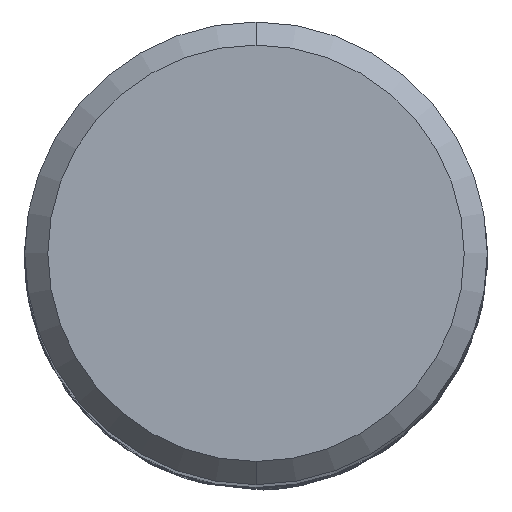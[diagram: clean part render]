
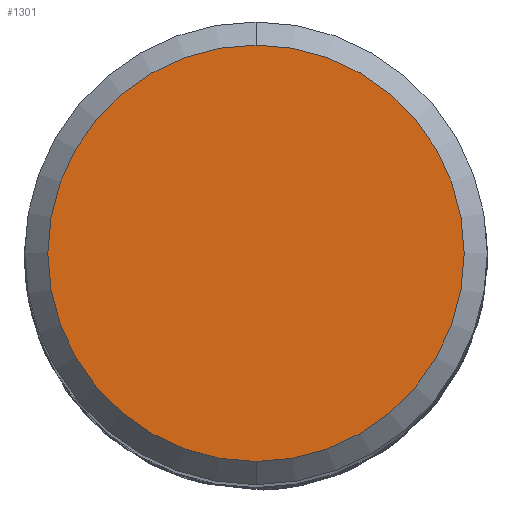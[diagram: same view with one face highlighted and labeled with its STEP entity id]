
A CAD part, top view. The second image highlights one B-rep face of the part: STEP entity #1301.
In plain terms, the highlighted planar face has unit normal (0, 0, 1).
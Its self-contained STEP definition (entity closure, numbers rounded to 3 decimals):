
#937=EDGE_CURVE('',#1507,#1721,#2144,.T.);
#1217=EDGE_CURVE('',#1721,#1507,#2452,.T.);
#1301=ADVANCED_FACE('',(#2541),#2542,.T.);
#1507=VERTEX_POINT('',#2764);
#1721=VERTEX_POINT('',#2997);
#2144=CIRCLE('',#7440,7.2);
#2452=CIRCLE('',#13621,7.2);
#2541=FACE_OUTER_BOUND('',#15667,.T.);
#2542=PLANE('',#15668);
#2764=CARTESIAN_POINT('',(0.,-7.2,0.0));
#2997=CARTESIAN_POINT('',(0.0,7.2,0.0));
#7440=AXIS2_PLACEMENT_3D('',#20004,#20005,#20006);
#13621=AXIS2_PLACEMENT_3D('',#20299,#20300,#20301);
#15667=EDGE_LOOP('',(#20359,#20360));
#15668=AXIS2_PLACEMENT_3D('',#20361,#20362,#20363);
#20004=CARTESIAN_POINT('',(0.0,0.0,0.0));
#20005=DIRECTION('',(0.0,0.0,-1.0));
#20006=DIRECTION('',(0.0,1.0,0.0));
#20299=CARTESIAN_POINT('',(0.0,0.0,0.0));
#20300=DIRECTION('',(0.0,0.0,-1.0));
#20301=DIRECTION('',(0.0,1.0,0.0));
#20359=ORIENTED_EDGE('',*,*,#1217,.F.);
#20360=ORIENTED_EDGE('',*,*,#937,.F.);
#20361=CARTESIAN_POINT('',(0.0,3.6,0.0));
#20362=DIRECTION('',(-0.0,0.0,1.0));
#20363=DIRECTION('',(0.0,-1.0,0.0));
